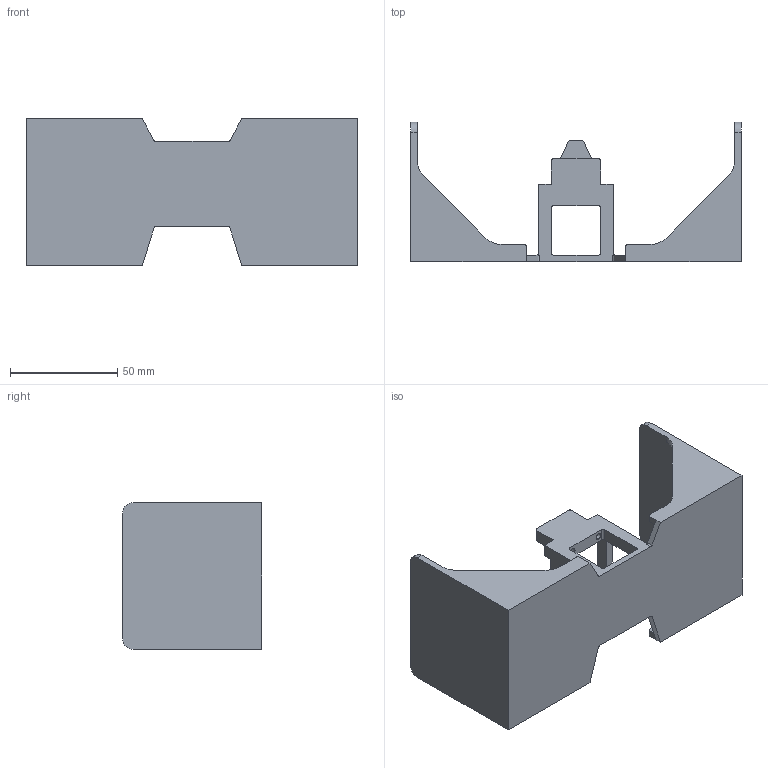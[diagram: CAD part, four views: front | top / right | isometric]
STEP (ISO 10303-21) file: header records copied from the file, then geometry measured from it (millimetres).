
FILE_DESCRIPTION (( 'STEP AP214' ), '1' );
FILE_NAME ('Machine-Housing.STEP', '2021-11-16T03:45:58', ( '' ), ( '' ), 'SwSTEP 2.0', 'SolidWorks 2020', '' );
FILE_SCHEMA (( 'AUTOMOTIVE_DESIGN' ));
Length unit declared in the file: millimetre
Products named in the file (1): Machine-Housing
Bounding box: 154.3 x 65 x 68.4 mm (x, y, z)
Volume: 74557.1 mm3; surface area: 51984.4 mm2
Topology: 1 solids, 1 shells, 154 faces, 422 edges, 268 vertices
Faces by surface type: plane 66, cylinder 60, cone 28
Entity records: 4920 total; most frequent: CARTESIAN_POINT 869, DIRECTION 856, ORIENTED_EDGE 844, EDGE_CURVE 422, AXIS2_PLACEMENT_3D 287, LINE 282, VECTOR 282, VERTEX_POINT 268
